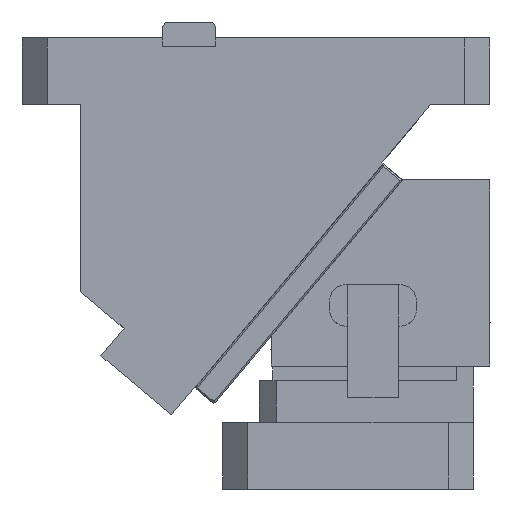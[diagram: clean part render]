
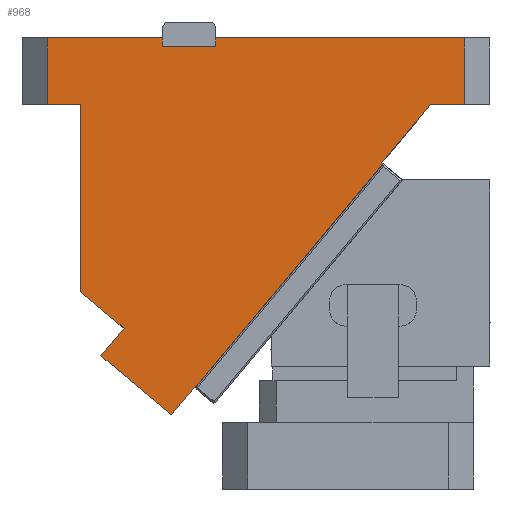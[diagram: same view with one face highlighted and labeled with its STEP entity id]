
A CAD part, front view. The second image highlights one B-rep face of the part: STEP entity #968.
In plain terms, the highlighted planar face has unit normal (0, -1, 0).
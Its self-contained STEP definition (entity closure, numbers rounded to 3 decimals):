
#169=CARTESIAN_POINT('Vertex',(-105.,0.,270.)) ;
#172=CARTESIAN_POINT('Line Origine',(-70.5,0.,270.)) ;
#176=CARTESIAN_POINT('Vertex',(-36.,0.,270.)) ;
#391=CARTESIAN_POINT('Vertex',(-85.,0.,230.)) ;
#394=CARTESIAN_POINT('Line Origine',(-95.,0.,230.)) ;
#398=CARTESIAN_POINT('Vertex',(-105.,0.,230.)) ;
#828=CARTESIAN_POINT('Line Origine',(-105.,0.,250.)) ;
#840=CARTESIAN_POINT('Axis2P3D Location',(-4.867,0.,50.198)) ;
#845=CARTESIAN_POINT('Line Origine',(-85.,0.,174.045)) ;
#849=CARTESIAN_POINT('Vertex',(-85.,0.,118.09)) ;
#852=CARTESIAN_POINT('Line Origine',(-71.968,0.,107.154)) ;
#856=CARTESIAN_POINT('Vertex',(-58.935,0.,96.219)) ;
#859=CARTESIAN_POINT('Line Origine',(-65.845,0.,87.984)) ;
#863=CARTESIAN_POINT('Vertex',(-72.755,0.,79.749)) ;
#866=CARTESIAN_POINT('Line Origine',(-51.689,0.,62.072)) ;
#870=CARTESIAN_POINT('Vertex',(-30.622,0.,44.396)) ;
#873=CARTESIAN_POINT('Line Origine',(-23.713,0.,52.631)) ;
#877=CARTESIAN_POINT('Vertex',(-16.803,0.,60.866)) ;
#880=CARTESIAN_POINT('Line Origine',(-16.611,0.,60.705)) ;
#884=CARTESIAN_POINT('Vertex',(-16.42,0.,60.544)) ;
#887=CARTESIAN_POINT('Line Origine',(39.824,0.,127.573)) ;
#891=CARTESIAN_POINT('Vertex',(96.068,0.,194.602)) ;
#894=CARTESIAN_POINT('Line Origine',(95.685,0.,194.923)) ;
#898=CARTESIAN_POINT('Vertex',(95.302,0.,195.245)) ;
#901=CARTESIAN_POINT('Line Origine',(109.884,0.,212.622)) ;
#905=CARTESIAN_POINT('Vertex',(124.465,0.,230.)) ;
#908=CARTESIAN_POINT('Line Origine',(134.733,0.,230.)) ;
#912=CARTESIAN_POINT('Vertex',(145.,0.,230.)) ;
#915=CARTESIAN_POINT('Line Origine',(145.,0.,250.)) ;
#919=CARTESIAN_POINT('Vertex',(145.,0.,270.)) ;
#922=CARTESIAN_POINT('Line Origine',(70.5,0.,270.)) ;
#926=CARTESIAN_POINT('Vertex',(-4.,0.,270.)) ;
#929=CARTESIAN_POINT('Line Origine',(-4.,0.,267.5)) ;
#933=CARTESIAN_POINT('Vertex',(-4.,0.,265.)) ;
#936=CARTESIAN_POINT('Line Origine',(-20.,0.,265.)) ;
#940=CARTESIAN_POINT('Vertex',(-36.,0.,265.)) ;
#943=CARTESIAN_POINT('Line Origine',(-36.,0.,267.5)) ;
#173=DIRECTION('Vector Direction',(-1.,0.,0.)) ;
#395=DIRECTION('Vector Direction',(-1.,0.,0.)) ;
#829=DIRECTION('Vector Direction',(0.,0.,1.)) ;
#841=DIRECTION('Axis2P3D Direction',(0.,-1.,0.)) ;
#842=DIRECTION('Axis2P3D XDirection',(-0.174,0.,0.985)) ;
#846=DIRECTION('Vector Direction',(0.,0.,-1.)) ;
#853=DIRECTION('Vector Direction',(0.766,0.,-0.643)) ;
#860=DIRECTION('Vector Direction',(0.643,0.,0.766)) ;
#867=DIRECTION('Vector Direction',(-0.766,0.,0.643)) ;
#874=DIRECTION('Vector Direction',(-0.643,0.,-0.766)) ;
#881=DIRECTION('Vector Direction',(0.766,0.,-0.643)) ;
#888=DIRECTION('Vector Direction',(-0.643,0.,-0.766)) ;
#895=DIRECTION('Vector Direction',(0.766,0.,-0.643)) ;
#902=DIRECTION('Vector Direction',(0.643,0.,0.766)) ;
#909=DIRECTION('Vector Direction',(1.,0.,0.)) ;
#916=DIRECTION('Vector Direction',(0.,0.,1.)) ;
#923=DIRECTION('Vector Direction',(1.,0.,0.)) ;
#930=DIRECTION('Vector Direction',(0.,0.,-1.)) ;
#937=DIRECTION('Vector Direction',(-1.,0.,0.)) ;
#944=DIRECTION('Vector Direction',(0.,0.,1.)) ;
#843=AXIS2_PLACEMENT_3D('Plane Axis2P3D',#840,#841,#842) ;
#949=ORIENTED_EDGE('',*,*,#178,.T.) ;
#950=ORIENTED_EDGE('',*,*,#832,.F.) ;
#951=ORIENTED_EDGE('',*,*,#400,.F.) ;
#952=ORIENTED_EDGE('',*,*,#851,.T.) ;
#953=ORIENTED_EDGE('',*,*,#858,.T.) ;
#954=ORIENTED_EDGE('',*,*,#865,.F.) ;
#955=ORIENTED_EDGE('',*,*,#872,.F.) ;
#956=ORIENTED_EDGE('',*,*,#879,.F.) ;
#957=ORIENTED_EDGE('',*,*,#886,.T.) ;
#958=ORIENTED_EDGE('',*,*,#893,.F.) ;
#959=ORIENTED_EDGE('',*,*,#900,.F.) ;
#960=ORIENTED_EDGE('',*,*,#907,.T.) ;
#961=ORIENTED_EDGE('',*,*,#914,.T.) ;
#962=ORIENTED_EDGE('',*,*,#921,.T.) ;
#963=ORIENTED_EDGE('',*,*,#928,.F.) ;
#964=ORIENTED_EDGE('',*,*,#935,.T.) ;
#965=ORIENTED_EDGE('',*,*,#942,.T.) ;
#966=ORIENTED_EDGE('',*,*,#947,.T.) ;
#174=VECTOR('Line Direction',#173,1.) ;
#396=VECTOR('Line Direction',#395,1.) ;
#830=VECTOR('Line Direction',#829,1.) ;
#847=VECTOR('Line Direction',#846,1.) ;
#854=VECTOR('Line Direction',#853,1.) ;
#861=VECTOR('Line Direction',#860,1.) ;
#868=VECTOR('Line Direction',#867,1.) ;
#875=VECTOR('Line Direction',#874,1.) ;
#882=VECTOR('Line Direction',#881,1.) ;
#889=VECTOR('Line Direction',#888,1.) ;
#896=VECTOR('Line Direction',#895,1.) ;
#903=VECTOR('Line Direction',#902,1.) ;
#910=VECTOR('Line Direction',#909,1.) ;
#917=VECTOR('Line Direction',#916,1.) ;
#924=VECTOR('Line Direction',#923,1.) ;
#931=VECTOR('Line Direction',#930,1.) ;
#938=VECTOR('Line Direction',#937,1.) ;
#945=VECTOR('Line Direction',#944,1.) ;
#968=ADVANCED_FACE('CAM HOLDER',(#967),#844,.T.) ;
#178=EDGE_CURVE('',#177,#170,#175,.T.) ;
#400=EDGE_CURVE('',#392,#399,#397,.T.) ;
#832=EDGE_CURVE('',#399,#170,#831,.T.) ;
#851=EDGE_CURVE('',#392,#850,#848,.T.) ;
#858=EDGE_CURVE('',#850,#857,#855,.T.) ;
#865=EDGE_CURVE('',#864,#857,#862,.T.) ;
#872=EDGE_CURVE('',#871,#864,#869,.T.) ;
#879=EDGE_CURVE('',#878,#871,#876,.T.) ;
#886=EDGE_CURVE('',#878,#885,#883,.T.) ;
#893=EDGE_CURVE('',#892,#885,#890,.T.) ;
#900=EDGE_CURVE('',#899,#892,#897,.T.) ;
#907=EDGE_CURVE('',#899,#906,#904,.T.) ;
#914=EDGE_CURVE('',#906,#913,#911,.T.) ;
#921=EDGE_CURVE('',#913,#920,#918,.T.) ;
#928=EDGE_CURVE('',#927,#920,#925,.T.) ;
#935=EDGE_CURVE('',#927,#934,#932,.T.) ;
#942=EDGE_CURVE('',#934,#941,#939,.T.) ;
#947=EDGE_CURVE('',#941,#177,#946,.T.) ;
#948=EDGE_LOOP('',(#949,#950,#951,#952,#953,#954,#955,#956,#957,#958,#959,#960,#961,#962,#963,#964,#965,#966)) ;
#967=FACE_OUTER_BOUND('',#948,.T.) ;
#175=LINE('Line',#172,#174) ;
#397=LINE('Line',#394,#396) ;
#831=LINE('Line',#828,#830) ;
#848=LINE('Line',#845,#847) ;
#855=LINE('Line',#852,#854) ;
#862=LINE('Line',#859,#861) ;
#869=LINE('Line',#866,#868) ;
#876=LINE('Line',#873,#875) ;
#883=LINE('Line',#880,#882) ;
#890=LINE('Line',#887,#889) ;
#897=LINE('Line',#894,#896) ;
#904=LINE('Line',#901,#903) ;
#911=LINE('Line',#908,#910) ;
#918=LINE('Line',#915,#917) ;
#925=LINE('Line',#922,#924) ;
#932=LINE('Line',#929,#931) ;
#939=LINE('Line',#936,#938) ;
#946=LINE('Line',#943,#945) ;
#844=PLANE('Plane',#843) ;
#170=VERTEX_POINT('',#169) ;
#177=VERTEX_POINT('',#176) ;
#392=VERTEX_POINT('',#391) ;
#399=VERTEX_POINT('',#398) ;
#850=VERTEX_POINT('',#849) ;
#857=VERTEX_POINT('',#856) ;
#864=VERTEX_POINT('',#863) ;
#871=VERTEX_POINT('',#870) ;
#878=VERTEX_POINT('',#877) ;
#885=VERTEX_POINT('',#884) ;
#892=VERTEX_POINT('',#891) ;
#899=VERTEX_POINT('',#898) ;
#906=VERTEX_POINT('',#905) ;
#913=VERTEX_POINT('',#912) ;
#920=VERTEX_POINT('',#919) ;
#927=VERTEX_POINT('',#926) ;
#934=VERTEX_POINT('',#933) ;
#941=VERTEX_POINT('',#940) ;
